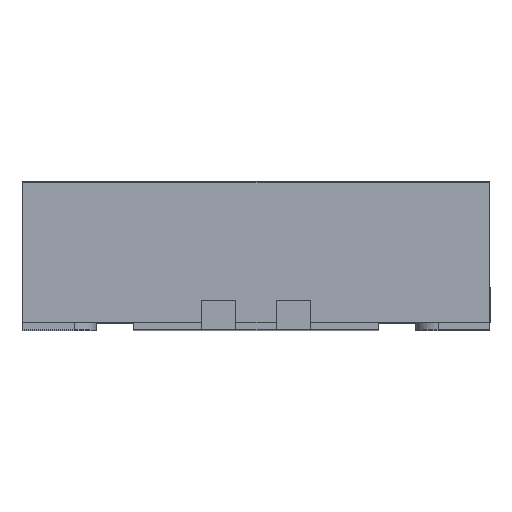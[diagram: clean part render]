
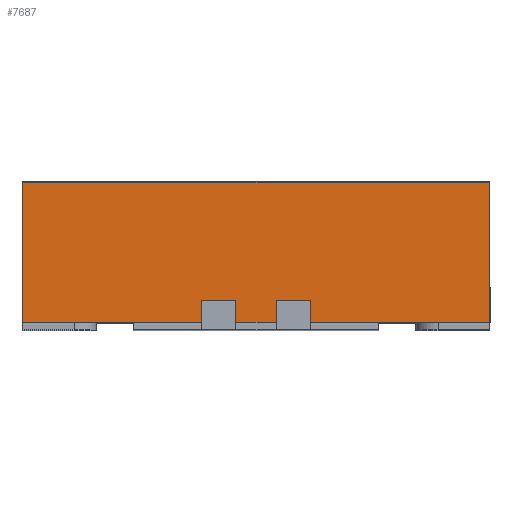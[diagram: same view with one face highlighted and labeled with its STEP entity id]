
A CAD part, top view. The second image highlights one B-rep face of the part: STEP entity #7687.
In plain terms, the highlighted planar face has unit normal (0, 0, 1).
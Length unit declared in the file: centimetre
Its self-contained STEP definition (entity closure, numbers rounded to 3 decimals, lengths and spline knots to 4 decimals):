
#281 = CARTESIAN_POINT ( 'NONE',  ( 0.0135, 0.02, 0.1575 ) ) ;
#292 = DIRECTION ( 'NONE',  ( 1., 0., 0. ) ) ;
#375 = VECTOR ( 'NONE', #3623, 100. ) ;
#403 = ORIENTED_EDGE ( 'NONE', *, *, #2843, .F. ) ;
#580 = VERTEX_POINT ( 'NONE', #1482 ) ;
#671 = VERTEX_POINT ( 'NONE', #672 ) ;
#672 = CARTESIAN_POINT ( 'NONE',  ( 0.0365, 0.005, 0.1575 ) ) ;
#675 = LINE ( 'NONE', #2480, #3716 ) ;
#689 = DIRECTION ( 'NONE',  ( 0., 1., 0. ) ) ;
#893 = DIRECTION ( 'NONE',  ( 1., 0., 0. ) ) ;
#905 = VERTEX_POINT ( 'NONE', #3546 ) ;
#921 = CARTESIAN_POINT ( 'NONE',  ( 0., 0.02, 0.1575 ) ) ;
#950 = AXIS2_PLACEMENT_3D ( 'NONE', #4722, #4689, #4663 ) ;
#1104 = ORIENTED_EDGE ( 'NONE', *, *, #5341, .T. ) ;
#1307 = VERTEX_POINT ( 'NONE', #1657 ) ;
#1388 = EDGE_LOOP ( 'NONE', ( #1470, #1104, #7701, #403, #3194, #7549, #2249, #5590, #5775, #7330, #1397, #7736 ) ) ;
#1389 = FACE_OUTER_BOUND ( 'NONE', #1388, .T. ) ;
#1397 = ORIENTED_EDGE ( 'NONE', *, *, #3520, .T. ) ;
#1443 = DIRECTION ( 'NONE',  ( 0., 1., 0. ) ) ;
#1446 = VECTOR ( 'NONE', #7504, 100. ) ;
#1470 = ORIENTED_EDGE ( 'NONE', *, *, #3930, .T. ) ;
#1482 = CARTESIAN_POINT ( 'NONE',  ( -0.0135, 0.02, 0.1575 ) ) ;
#1646 = VERTEX_POINT ( 'NONE', #6101 ) ;
#1657 = CARTESIAN_POINT ( 'NONE',  ( 0.0365, 0.02, 0.1575 ) ) ;
#1820 = VERTEX_POINT ( 'NONE', #7576 ) ;
#2059 = CARTESIAN_POINT ( 'NONE',  ( 0.0135, 0.005, 0.1575 ) ) ;
#2068 = CARTESIAN_POINT ( 'NONE',  ( -0.157, 0.0995, 0.1575 ) ) ;
#2115 = LINE ( 'NONE', #4111, #6814 ) ;
#2156 = EDGE_CURVE ( 'NONE', #4535, #1646, #7547, .T. ) ;
#2172 = CARTESIAN_POINT ( 'NONE',  ( 0.0135, 0.005, 0.1575 ) ) ;
#2195 = VECTOR ( 'NONE', #3221, 100. ) ;
#2199 = DIRECTION ( 'NONE',  ( 0., -1., 0. ) ) ;
#2249 = ORIENTED_EDGE ( 'NONE', *, *, #2317, .T. ) ;
#2317 = EDGE_CURVE ( 'NONE', #1820, #6494, #6292, .T. ) ;
#2480 = CARTESIAN_POINT ( 'NONE',  ( -0.0135, 0.005, 0.1575 ) ) ;
#2576 = CARTESIAN_POINT ( 'NONE',  ( -0.0365, 0.02, 0.1575 ) ) ;
#2612 = CARTESIAN_POINT ( 'NONE',  ( 0.157, 0.0995, 0.1575 ) ) ;
#2626 = DIRECTION ( 'NONE',  ( 0., -1., 0. ) ) ;
#2663 = EDGE_CURVE ( 'NONE', #580, #905, #675, .T. ) ;
#2814 = VECTOR ( 'NONE', #893, 100. ) ;
#2829 = CARTESIAN_POINT ( 'NONE',  ( -0.157, 0.005, 0.1575 ) ) ;
#2843 = EDGE_CURVE ( 'NONE', #4535, #5670, #6129, .T. ) ;
#2968 = CARTESIAN_POINT ( 'NONE',  ( 0., 0.005, 0.1575 ) ) ;
#3101 = EDGE_CURVE ( 'NONE', #1646, #1820, #4003, .T. ) ;
#3174 = LINE ( 'NONE', #2172, #7902 ) ;
#3194 = ORIENTED_EDGE ( 'NONE', *, *, #2156, .T. ) ;
#3221 = DIRECTION ( 'NONE',  ( 1., 0., 0. ) ) ;
#3228 = LINE ( 'NONE', #2968, #375 ) ;
#3257 = EDGE_CURVE ( 'NONE', #905, #3759, #3228, .T. ) ;
#3520 = EDGE_CURVE ( 'NONE', #3759, #4319, #3174, .T. ) ;
#3546 = CARTESIAN_POINT ( 'NONE',  ( -0.0135, 0.005, 0.1575 ) ) ;
#3580 = DIRECTION ( 'NONE',  ( 1., 0., 0. ) ) ;
#3623 = DIRECTION ( 'NONE',  ( 1., 0., 0. ) ) ;
#3716 = VECTOR ( 'NONE', #2626, 100. ) ;
#3759 = VERTEX_POINT ( 'NONE', #2059 ) ;
#3798 = LINE ( 'NONE', #7421, #2195 ) ;
#3930 = EDGE_CURVE ( 'NONE', #1307, #671, #2115, .T. ) ;
#4003 = LINE ( 'NONE', #6901, #7098 ) ;
#4111 = CARTESIAN_POINT ( 'NONE',  ( 0.0365, 0.005, 0.1575 ) ) ;
#4153 = EDGE_CURVE ( 'NONE', #4319, #1307, #3798, .T. ) ;
#4226 = VECTOR ( 'NONE', #292, 100. ) ;
#4259 = VECTOR ( 'NONE', #2199, 100. ) ;
#4319 = VERTEX_POINT ( 'NONE', #281 ) ;
#4535 = VERTEX_POINT ( 'NONE', #2068 ) ;
#4562 = CARTESIAN_POINT ( 'NONE',  ( 0., 0.005, 0.1575 ) ) ;
#4663 = DIRECTION ( 'NONE',  ( 1., 0., 0. ) ) ;
#4689 = DIRECTION ( 'NONE',  ( 0., 0., 1. ) ) ;
#4722 = CARTESIAN_POINT ( 'NONE',  ( 0., 0.005, 0.1575 ) ) ;
#4944 = PLANE ( 'NONE',  #950 ) ;
#4966 = CARTESIAN_POINT ( 'NONE',  ( 0.157, 0.005, 0.1575 ) ) ;
#5341 = EDGE_CURVE ( 'NONE', #671, #5808, #5879, .T. ) ;
#5590 = ORIENTED_EDGE ( 'NONE', *, *, #7851, .T. ) ;
#5670 = VERTEX_POINT ( 'NONE', #2612 ) ;
#5723 = CARTESIAN_POINT ( 'NONE',  ( -0.0365, 0.005, 0.1575 ) ) ;
#5775 = ORIENTED_EDGE ( 'NONE', *, *, #2663, .T. ) ;
#5808 = VERTEX_POINT ( 'NONE', #4966 ) ;
#5879 = LINE ( 'NONE', #4562, #4226 ) ;
#6090 = VECTOR ( 'NONE', #6923, 100. ) ;
#6101 = CARTESIAN_POINT ( 'NONE',  ( -0.157, 0.005, 0.1575 ) ) ;
#6112 = VECTOR ( 'NONE', #1443, 100. ) ;
#6129 = LINE ( 'NONE', #7540, #1446 ) ;
#6154 = EDGE_CURVE ( 'NONE', #5808, #5670, #6322, .T. ) ;
#6292 = LINE ( 'NONE', #5723, #6090 ) ;
#6322 = LINE ( 'NONE', #6599, #6112 ) ;
#6494 = VERTEX_POINT ( 'NONE', #2576 ) ;
#6599 = CARTESIAN_POINT ( 'NONE',  ( 0.157, 0.005, 0.1575 ) ) ;
#6814 = VECTOR ( 'NONE', #6909, 100. ) ;
#6901 = CARTESIAN_POINT ( 'NONE',  ( 0., 0.005, 0.1575 ) ) ;
#6909 = DIRECTION ( 'NONE',  ( 0., -1., 0. ) ) ;
#6923 = DIRECTION ( 'NONE',  ( 0., 1., 0. ) ) ;
#7098 = VECTOR ( 'NONE', #3580, 100. ) ;
#7330 = ORIENTED_EDGE ( 'NONE', *, *, #3257, .T. ) ;
#7421 = CARTESIAN_POINT ( 'NONE',  ( 0., 0.02, 0.1575 ) ) ;
#7504 = DIRECTION ( 'NONE',  ( 1., 0., 0. ) ) ;
#7531 = LINE ( 'NONE', #921, #2814 ) ;
#7540 = CARTESIAN_POINT ( 'NONE',  ( 0., 0.0995, 0.1575 ) ) ;
#7547 = LINE ( 'NONE', #2829, #4259 ) ;
#7549 = ORIENTED_EDGE ( 'NONE', *, *, #3101, .T. ) ;
#7576 = CARTESIAN_POINT ( 'NONE',  ( -0.0365, 0.005, 0.1575 ) ) ;
#7687 = ADVANCED_FACE ( 'NONE', ( #1389 ), #4944, .T. ) ;
#7701 = ORIENTED_EDGE ( 'NONE', *, *, #6154, .T. ) ;
#7736 = ORIENTED_EDGE ( 'NONE', *, *, #4153, .T. ) ;
#7851 = EDGE_CURVE ( 'NONE', #6494, #580, #7531, .T. ) ;
#7902 = VECTOR ( 'NONE', #689, 100. ) ;
